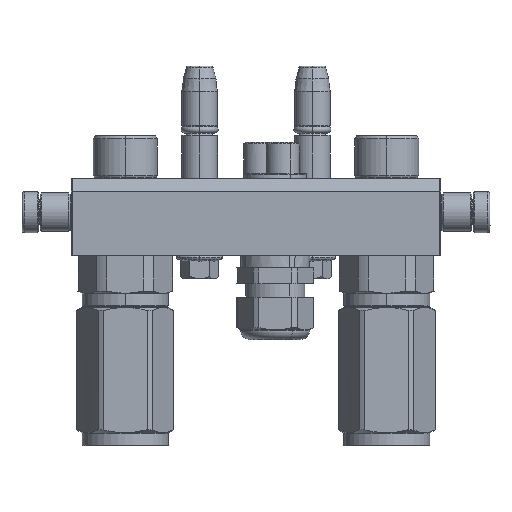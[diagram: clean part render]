
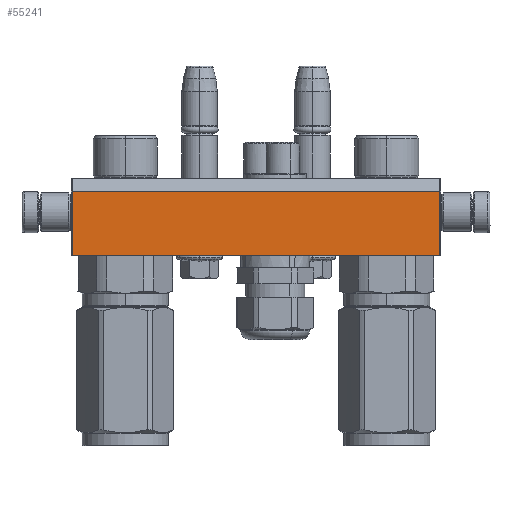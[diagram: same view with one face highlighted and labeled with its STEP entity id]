
A CAD part, left-side view. The second image highlights one B-rep face of the part: STEP entity #55241.
In plain terms, the highlighted face is planar.
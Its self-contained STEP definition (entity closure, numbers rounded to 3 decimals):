
#446 = CARTESIAN_POINT ( 'NONE',  ( 0.5, 30., -90. ) ) ;
#2201 = DIRECTION ( 'NONE',  ( 0., 1., 0. ) ) ;
#2782 = VERTEX_POINT ( 'NONE', #39093 ) ;
#4632 = CARTESIAN_POINT ( 'NONE',  ( 143.5, 5., -90. ) ) ;
#6487 = DIRECTION ( 'NONE',  ( -1., 0., 0. ) ) ;
#7353 = VECTOR ( 'NONE', #50573, 1000. ) ;
#7803 = CARTESIAN_POINT ( 'NONE',  ( 143.5, 5., -90. ) ) ;
#9400 = CARTESIAN_POINT ( 'NONE',  ( 143.5, 30., -90. ) ) ;
#9998 = ORIENTED_EDGE ( 'NONE', *, *, #38457, .F. ) ;
#13747 = LINE ( 'NONE', #62555, #52920 ) ;
#14156 = LINE ( 'NONE', #7803, #50961 ) ;
#16071 = VERTEX_POINT ( 'NONE', #446 ) ;
#19959 = CARTESIAN_POINT ( 'NONE',  ( 144., 0., -90. ) ) ;
#24561 = EDGE_LOOP ( 'NONE', ( #64459, #9998, #34801, #33866 ) ) ;
#25266 = CARTESIAN_POINT ( 'NONE',  ( 143.5, 5., -90. ) ) ;
#26449 = LINE ( 'NONE', #55737, #7353 ) ;
#29768 = PLANE ( 'NONE',  #31499 ) ;
#31499 = AXIS2_PLACEMENT_3D ( 'NONE', #19959, #45359, #39788 ) ;
#33509 = FACE_OUTER_BOUND ( 'NONE', #24561, .T. ) ;
#33866 = ORIENTED_EDGE ( 'NONE', *, *, #48638, .T. ) ;
#34801 = ORIENTED_EDGE ( 'NONE', *, *, #35294, .T. ) ;
#35294 = EDGE_CURVE ( 'NONE', #53251, #2782, #47763, .T. ) ;
#38457 = EDGE_CURVE ( 'NONE', #53251, #53148, #14156, .T. ) ;
#39093 = CARTESIAN_POINT ( 'NONE',  ( 0.5, 5., -90. ) ) ;
#39788 = DIRECTION ( 'NONE',  ( -1., 0., 0. ) ) ;
#44376 = DIRECTION ( 'NONE',  ( -1., 0., 0. ) ) ;
#45359 = DIRECTION ( 'NONE',  ( 0., 0., -1. ) ) ;
#47763 = LINE ( 'NONE', #4632, #50997 ) ;
#48638 = EDGE_CURVE ( 'NONE', #2782, #16071, #26449, .T. ) ;
#50573 = DIRECTION ( 'NONE',  ( 0., 1., 0. ) ) ;
#50961 = VECTOR ( 'NONE', #2201, 1000. ) ;
#50997 = VECTOR ( 'NONE', #44376, 1000. ) ;
#52920 = VECTOR ( 'NONE', #6487, 1000. ) ;
#53148 = VERTEX_POINT ( 'NONE', #9400 ) ;
#53251 = VERTEX_POINT ( 'NONE', #25266 ) ;
#55241 = ADVANCED_FACE ( 'NONE', ( #33509 ), #29768, .T. ) ;
#55737 = CARTESIAN_POINT ( 'NONE',  ( 0.5, 5., -90. ) ) ;
#60210 = EDGE_CURVE ( 'NONE', #53148, #16071, #13747, .T. ) ;
#62555 = CARTESIAN_POINT ( 'NONE',  ( 143.5, 30., -90. ) ) ;
#64459 = ORIENTED_EDGE ( 'NONE', *, *, #60210, .F. ) ;
